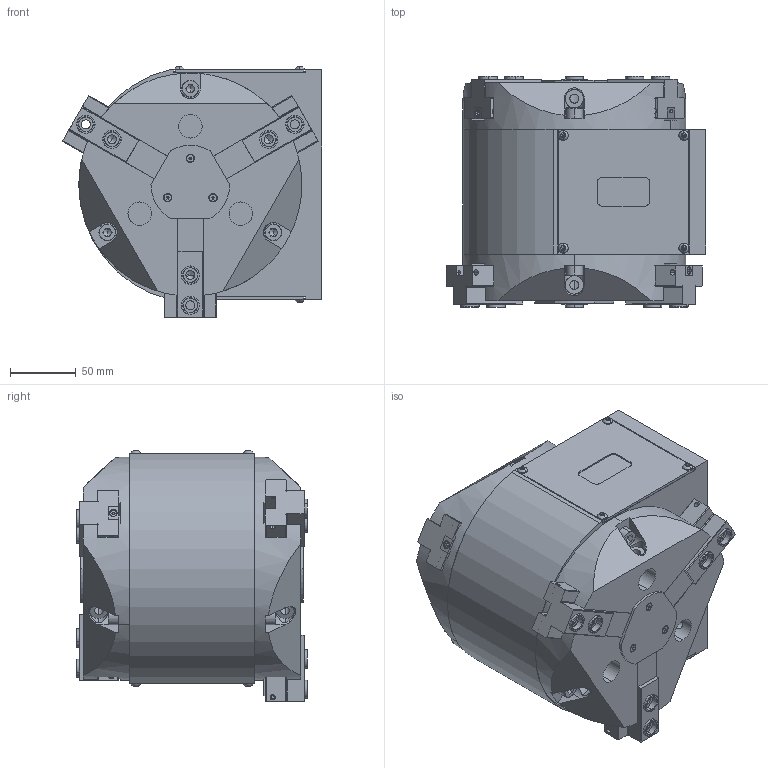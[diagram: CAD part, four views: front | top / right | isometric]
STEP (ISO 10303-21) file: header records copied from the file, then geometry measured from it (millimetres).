
FILE_DESCRIPTION (( 'STEP AP214' ), '1' );
FILE_NAME ('D3PG 160.STEP', '2012-03-06T06:14:33', ( 'xw4600' ), ( '' ), 'SwSTEP 2.0', 'SolidWorks 2010', '' );
FILE_SCHEMA (( 'AUTOMOTIVE_DESIGN' ));
Length unit declared in the file: millimetre
Products named in the file (14): D3PG160_01_Default; D3PG160_04_Default; D3PG160_10_ル遽; D3PG160_07_Default; D3PG160_11_Default; D3PG160_06-1_ル遽; D3PG160_06-2_ル遽; Socket Head Cap Screw_ISO 4762 M8 x 20 --- 20N; Socket Button Head Screw_ISO 7380 - M4 x 10 --- 10N; Countersunk Head Screw_ISO 10642 - M3 x 10 --- 10N; Socket Head Cap Screw_ISO 4762 M3 x 30 --- 30N; SPRING(D3PG160)_Default; D3PG 160; D3PG160_02_Default
Assembly tree (57 placements, depth 2):
  D3PG 160
    D3PG160_04_Default  x6
    D3PG160_10_ル遽  x12
    Socket Head Cap Screw_ISO 4762 M8 x 20 --- 20N  x6
    SPRING(D3PG160)_Default  x4
    D3PG160_01_Default  x2
    D3PG160_06-2_ル遽  x2
    Socket Button Head Screw_ISO 7380 - M4 x 10 --- 10N  x8
    D3PG160_06-1_ル遽  x2
    Countersunk Head Screw_ISO 10642 - M3 x 10 --- 10N  x6
    Socket Head Cap Screw_ISO 4762 M3 x 30 --- 30N  x4
    D3PG160_11_Default  x2
    D3PG160_07_Default  x2
    D3PG160_02_Default
Bounding box: 197.47 x 176 x 190.7 mm (x, y, z)
Volume: 2804904.4 mm3; surface area: 550564.8 mm2
Topology: 57 solids, 57 shells, 1950 faces, 4710 edges, 2866 vertices
Faces by surface type: plane 887, cylinder 616, cone 335, torus 88, sphere 16, bspline 8
Entity records: 25868 total; most frequent: CARTESIAN_POINT 8310, DIRECTION 3530, ORIENTED_EDGE 3154, EDGE_CURVE 1577, AXIS2_PLACEMENT_3D 1333, VERTEX_POINT 1005, VECTOR 864, LINE 864
